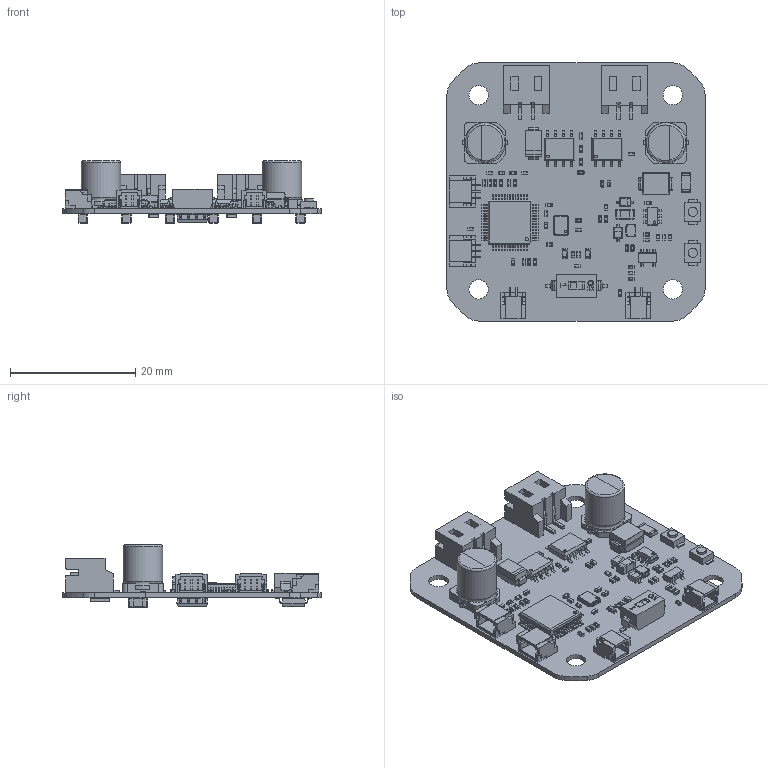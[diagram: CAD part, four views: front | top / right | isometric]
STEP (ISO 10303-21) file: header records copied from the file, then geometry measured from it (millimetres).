
FILE_DESCRIPTION(/* description */ (''),/* implementation_level */ '2;1');
FILE_NAME(/* name */ 'Motor-42.step',/* time_stamp */ '2024-04-23T15:37:44+08:00',/* author */ (''),/* organization */ (''),/* preprocessor_version */ 'ST-DEVELOPER v20',/* originating_system */ 'Autodesk Translation Framework v12.20.1.177',/* authorisation */ '');
FILE_SCHEMA (('AUTOMOTIVE_DESIGN { 1 0 10303 214 3 1 1 }'));
Products named in the file (168): PCB; Free-Models; KAE01SGGT--3DModel-STEP-613395; KAE01SGGT--3DModel-STEP-520916; SH 3P; 3; P10; User_Library-sh03w_asm; SH03W_KORP_(1); SHXX_PIN_(2); SHXX_PIN_1 (1); SHXX_PIN_2_(1); EEE-FPA221XAL; EEE-HC1H220XP_EEE-HC1H220XP; 1775469-2; U2; U1; C5; C30; C29; R14; R10; R9; C20; C24; R15; R12; C16; R16; R13; R21; R20; R22; C28; C23; Board; Open CASCADE STEP translator 7.5 4.1.1; C36; C35; C34 ...
Assembly tree (228 placements, depth 7):
  PCB
    Free-Models
      KAE01SGGT--3DModel-STEP-613395
        KAE01SGGT--3DModel-STEP-520916
      SH 3P  x2
        3
          P10
            User_Library-sh03w_asm
              SH03W_KORP_(1)
              SHXX_PIN_(2)
              SHXX_PIN_1 (1)
              SHXX_PIN_2_(1)
      EEE-FPA221XAL  x2
        EEE-HC1H220XP_EEE-HC1H220XP
      1775469-2  x2
    U2
      SW3DPS-SO-8-DEFAULT
    U1
      SW3DPS-SO-8-DEFAULT
    C5
      6084789936
        Terminal (7)
          Open CASCADE STEP translator 6.8 54.1.1 (3)
          Open CASCADE STEP translator 6.8 54.1.2 (3)
        Mid_Body
          Open CASCADE STEP translator 6.8 54.2.1
    C30
      (¥¼«O¦s)
    C29
      (¥¼«O¦s)
    R14
      6084801136
        Mid_Body (1)
        Terminal  x2
          Open CASCADE STEP translator 6.8 20.2.1
        Mark
    R10
      6084790896
        Mid_Body (4)
        Terminal (3)  x2
          Open CASCADE STEP translator 6.8 20.2.1 (2)
        Mark (2)
    R9
      6084790896
        Mid_Body (4)
        Terminal (3)  x2
          Open CASCADE STEP translator 6.8 20.2.1 (2)
        Mark (2)
    C20
      (¥¼«O¦s)
    C24
      6084792016
        Terminal (5)
          Open CASCADE STEP translator 6.8 54.1.1 (1)
          Open CASCADE STEP translator 6.8 54.1.2 (1)
        Mid_Body (6)
          Open CASCADE STEP translator 6.8 54.2.1 (2)
    R15
      6088688256
        Mid_Body (5)
Bounding box: 41.2 x 41.2 x 10 mm (x, y, z)
Volume: 2675.2 mm3; surface area: 6964.9 mm2
Topology: 256 solids, 259 shells, 5513 faces, 13625 edges, 8367 vertices
Faces by surface type: plane 3625, cylinder 1461, sphere 335, bspline 60, torus 32
Full cylindrical faces by diameter (mm): 0.08 x2, 0.4 x1, 0.432 x4, 0.5 x1, 0.65 x4, 0.85 x4, 1.5 x2, 3.1 x4, 6.3 x4
Entity records: 82124 total; most frequent: CARTESIAN_POINT 15895, DIRECTION 13230, ORIENTED_EDGE 12679, EDGE_CURVE 6352, LINE 4972, VECTOR 4972, AXIS2_PLACEMENT_3D 4129, VERTEX_POINT 4034
